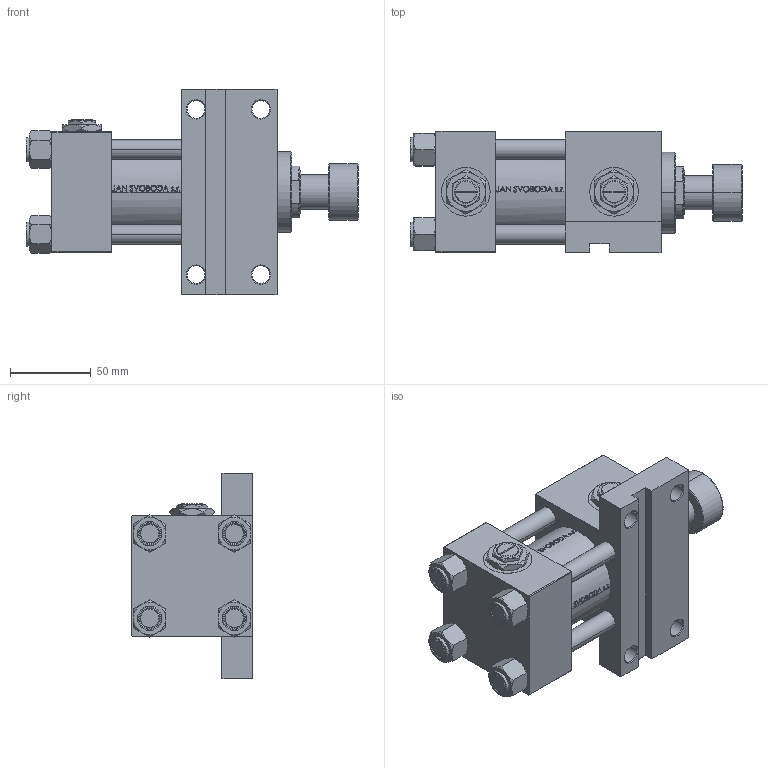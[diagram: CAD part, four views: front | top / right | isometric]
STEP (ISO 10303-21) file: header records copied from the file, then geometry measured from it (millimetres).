
FILE_DESCRIPTION (( 'STEP AP203' ), '1' );
FILE_NAME ('a41d.STEP', '2023-10-18T14:55:39', ( '' ), ( '' ), 'SwSTEP 2.0', 'SolidWorks 2019', '' );
FILE_SCHEMA (( 'CONFIG_CONTROL_DESIGN' ));
Length unit declared in the file: millimetre
Products named in the file (8): V215CR_ROD_END_F 72f7b688b2bb089a39b18f098af11847; V215CR_VCP_F 72f7b688b2bb089a39b18f098af11847; a41d; V215CR_F_TYCINKA 72f7b688b2bb089a39b18f098af11847; Zatka_pro_OIL_PORT 72f7b688b2bb089a39b18f098af11847; NUT_M5_F 72f7b688b2bb089a39b18f098af11847; V215CR_F_Body 72f7b688b2bb089a39b18f098af11847; V215_VC_A 72f7b688b2bb089a39b18f098af11847
Assembly tree (14 placements, depth 2):
  a41d
    V215CR_F_Body 72f7b688b2bb089a39b18f098af11847
    V215CR_VCP_F 72f7b688b2bb089a39b18f098af11847
    V215CR_F_TYCINKA 72f7b688b2bb089a39b18f098af11847  x4
    NUT_M5_F 72f7b688b2bb089a39b18f098af11847  x4
    V215_VC_A 72f7b688b2bb089a39b18f098af11847
    V215CR_ROD_END_F 72f7b688b2bb089a39b18f098af11847
    Zatka_pro_OIL_PORT 72f7b688b2bb089a39b18f098af11847  x2
Bounding box: 205 x 75 x 127 mm (x, y, z)
Volume: 702405.6 mm3; surface area: 163863.4 mm2
Topology: 14 solids, 14 shells, 1196 faces, 2958 edges, 1901 vertices
Faces by surface type: plane 488, bspline 364, cone 196, cylinder 136, torus 12
Entity records: 49266 total; most frequent: CARTESIAN_POINT 25992, ORIENTED_EDGE 5216, DIRECTION 3421, EDGE_CURVE 2608, VERTEX_POINT 1699, LINE 1327, VECTOR 1327, EDGE_LOOP 1175
